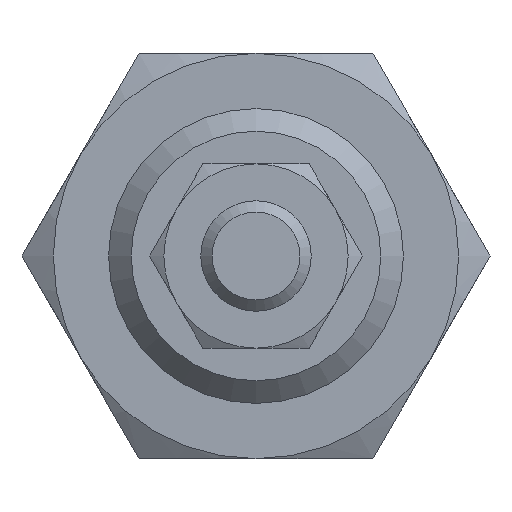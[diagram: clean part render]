
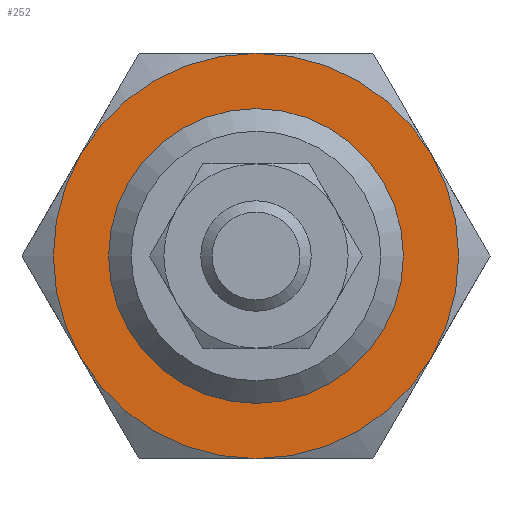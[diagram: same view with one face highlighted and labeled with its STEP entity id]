
A CAD part, left-side view. The second image highlights one B-rep face of the part: STEP entity #252.
In plain terms, the highlighted planar face has unit normal (-1, 0, 0).
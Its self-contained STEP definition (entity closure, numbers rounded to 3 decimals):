
#252 = ADVANCED_FACE( '', ( #501, #502 ), #503, .F. );
#501 = FACE_OUTER_BOUND( '', #803, .T. );
#502 = FACE_BOUND( '', #804, .T. );
#503 = PLANE( '', #805 );
#803 = EDGE_LOOP( '', ( #1509, #1510, #1511, #1512, #1513, #1514 ) );
#804 = EDGE_LOOP( '', ( #1515 ) );
#805 = AXIS2_PLACEMENT_3D( '', #1516, #1517, #1518 );
#1509 = ORIENTED_EDGE( '', *, *, #1985, .F. );
#1510 = ORIENTED_EDGE( '', *, *, #1986, .F. );
#1511 = ORIENTED_EDGE( '', *, *, #1987, .F. );
#1512 = ORIENTED_EDGE( '', *, *, #1984, .F. );
#1513 = ORIENTED_EDGE( '', *, *, #1988, .F. );
#1514 = ORIENTED_EDGE( '', *, *, #1978, .F. );
#1515 = ORIENTED_EDGE( '', *, *, #1977, .T. );
#1516 = CARTESIAN_POINT( '', ( -10., 0., 0. ) );
#1517 = DIRECTION( '', ( 1., 0., 0. ) );
#1518 = DIRECTION( '', ( 0., 0., -1. ) );
#1977 = EDGE_CURVE( '', #2366, #2366, #2367, .T. );
#1978 = EDGE_CURVE( '', #2163, #2107, #2368, .T. );
#1984 = EDGE_CURVE( '', #2071, #2061, #2379, .T. );
#1985 = EDGE_CURVE( '', #2154, #2163, #2380, .T. );
#1986 = EDGE_CURVE( '', #2160, #2154, #2381, .T. );
#1987 = EDGE_CURVE( '', #2061, #2160, #2382, .T. );
#1988 = EDGE_CURVE( '', #2107, #2071, #2383, .T. );
#2061 = VERTEX_POINT( '', #2501 );
#2071 = VERTEX_POINT( '', #2526 );
#2107 = VERTEX_POINT( '', #2668 );
#2154 = VERTEX_POINT( '', #2766 );
#2160 = VERTEX_POINT( '', #2786 );
#2163 = VERTEX_POINT( '', #2801 );
#2366 = VERTEX_POINT( '', #3138 );
#2367 = CIRCLE( '', #3139, 8. );
#2368 = CIRCLE( '', #3140, 11. );
#2379 = CIRCLE( '', #3151, 11. );
#2380 = CIRCLE( '', #3152, 11. );
#2381 = CIRCLE( '', #3153, 11. );
#2382 = CIRCLE( '', #3154, 11. );
#2383 = CIRCLE( '', #3155, 11. );
#2501 = CARTESIAN_POINT( '', ( -10., -9.526, -5.5 ) );
#2526 = CARTESIAN_POINT( '', ( -10., -9.526, 5.5 ) );
#2668 = CARTESIAN_POINT( '', ( -10., 0., 11. ) );
#2766 = CARTESIAN_POINT( '', ( -10., 9.526, -5.5 ) );
#2786 = CARTESIAN_POINT( '', ( -10., 0., -11. ) );
#2801 = CARTESIAN_POINT( '', ( -10., 9.526, 5.5 ) );
#3138 = CARTESIAN_POINT( '', ( -10., 0., -8. ) );
#3139 = AXIS2_PLACEMENT_3D( '', #3687, #3688, #3689 );
#3140 = AXIS2_PLACEMENT_3D( '', #3690, #3691, #3692 );
#3151 = AXIS2_PLACEMENT_3D( '', #3708, #3709, #3710 );
#3152 = AXIS2_PLACEMENT_3D( '', #3711, #3712, #3713 );
#3153 = AXIS2_PLACEMENT_3D( '', #3714, #3715, #3716 );
#3154 = AXIS2_PLACEMENT_3D( '', #3717, #3718, #3719 );
#3155 = AXIS2_PLACEMENT_3D( '', #3720, #3721, #3722 );
#3687 = CARTESIAN_POINT( '', ( -10., 0., 0. ) );
#3688 = DIRECTION( '', ( 1., 0., 0. ) );
#3689 = DIRECTION( '', ( 0., 0., -1. ) );
#3690 = CARTESIAN_POINT( '', ( -10., 0., 0. ) );
#3691 = DIRECTION( '', ( 1., 0., 0. ) );
#3692 = DIRECTION( '', ( 0., 0., -1. ) );
#3708 = CARTESIAN_POINT( '', ( -10., 0., 0. ) );
#3709 = DIRECTION( '', ( 1., 0., 0. ) );
#3710 = DIRECTION( '', ( 0., 0., -1. ) );
#3711 = CARTESIAN_POINT( '', ( -10., 0., 0. ) );
#3712 = DIRECTION( '', ( 1., 0., 0. ) );
#3713 = DIRECTION( '', ( 0., 0., -1. ) );
#3714 = CARTESIAN_POINT( '', ( -10., 0., 0. ) );
#3715 = DIRECTION( '', ( 1., 0., 0. ) );
#3716 = DIRECTION( '', ( 0., 0., -1. ) );
#3717 = CARTESIAN_POINT( '', ( -10., 0., 0. ) );
#3718 = DIRECTION( '', ( 1., 0., 0. ) );
#3719 = DIRECTION( '', ( 0., 0., -1. ) );
#3720 = CARTESIAN_POINT( '', ( -10., 0., 0. ) );
#3721 = DIRECTION( '', ( 1., 0., 0. ) );
#3722 = DIRECTION( '', ( 0., 0., -1. ) );
